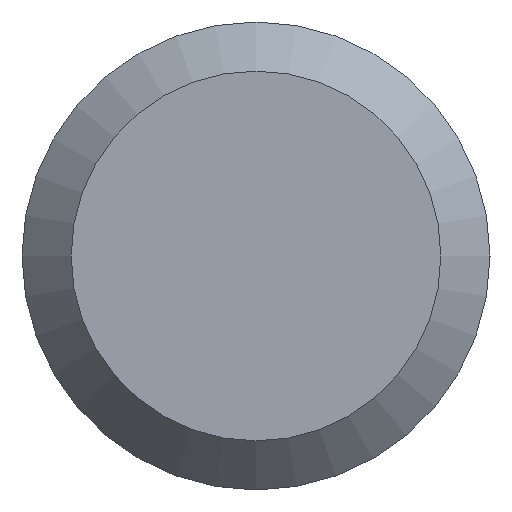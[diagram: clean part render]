
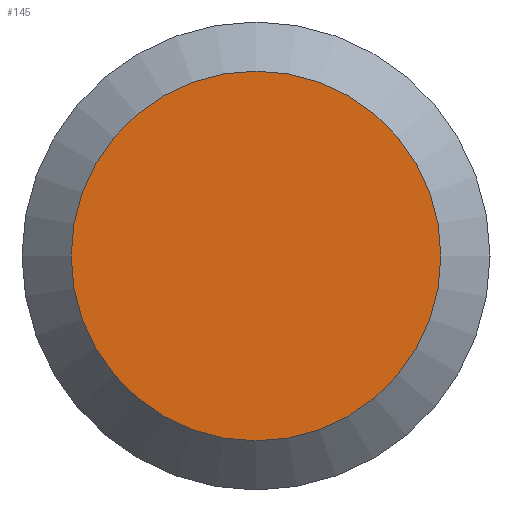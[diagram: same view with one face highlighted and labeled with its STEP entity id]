
A CAD part, left-side view. The second image highlights one B-rep face of the part: STEP entity #145.
In plain terms, the highlighted planar face has unit normal (-1, 0, 0).
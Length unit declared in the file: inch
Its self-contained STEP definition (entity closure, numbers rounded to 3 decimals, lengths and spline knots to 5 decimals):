
#16=PLANE('',#178);
#44=FACE_OUTER_BOUND('',#54,.T.);
#54=EDGE_LOOP('',(#124));
#67=CIRCLE('',#179,0.07406);
#78=VERTEX_POINT('',#267);
#94=EDGE_CURVE('',#78,#78,#67,.T.);
#124=ORIENTED_EDGE('',*,*,#94,.F.);
#145=ADVANCED_FACE('',(#44),#16,.T.);
#178=AXIS2_PLACEMENT_3D('',#266,#221,#222);
#179=AXIS2_PLACEMENT_3D('',#268,#223,#224);
#221=DIRECTION('center_axis',(-1.,0.,0.));
#222=DIRECTION('ref_axis',(0.,0.,1.));
#223=DIRECTION('center_axis',(1.,0.,0.));
#224=DIRECTION('ref_axis',(0.,0.,-1.));
#266=CARTESIAN_POINT('Origin',(0.,0.07406,0.));
#267=CARTESIAN_POINT('',(0.,-0.07406,0.));
#268=CARTESIAN_POINT('Origin',(0.,0.,0.));
